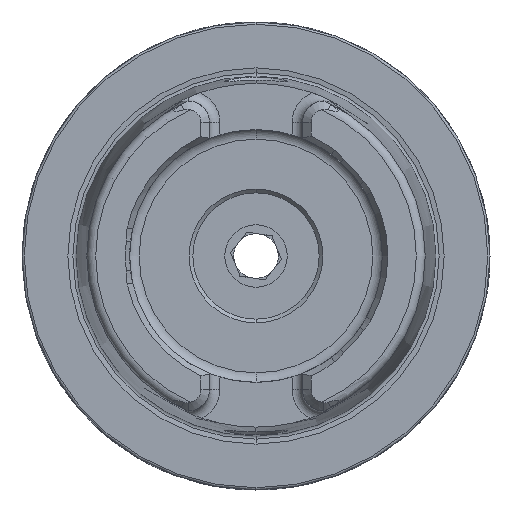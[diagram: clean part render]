
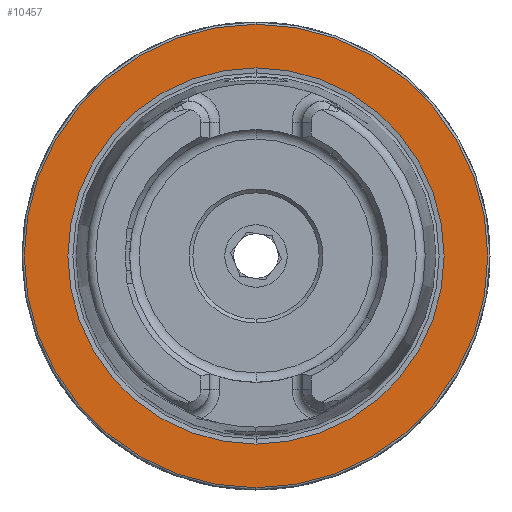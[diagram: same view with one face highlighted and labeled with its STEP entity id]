
A CAD part, left-side view. The second image highlights one B-rep face of the part: STEP entity #10457.
In plain terms, the highlighted planar face has unit normal (-1, 0, 0).
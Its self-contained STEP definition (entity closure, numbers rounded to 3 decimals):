
#625 = CARTESIAN_POINT ( 'NONE',  ( 0., 0., 25.324 ) ) ;
#626 = CARTESIAN_POINT ( 'NONE',  ( 0., 0., -25.324 ) ) ;
#630 = CARTESIAN_POINT ( 'NONE',  ( 0., 0., -31.2 ) ) ;
#631 = CARTESIAN_POINT ( 'NONE',  ( 0., 0., 31.2 ) ) ;
#809 = AXIS2_PLACEMENT_3D ( 'NONE', #10781, #10782, #10783 ) ;
#812 = AXIS2_PLACEMENT_3D ( 'NONE', #10769, #10770, #10771 ) ;
#1011 = AXIS2_PLACEMENT_3D ( 'NONE', #8267, #8268, #8269 ) ;
#1014 = AXIS2_PLACEMENT_3D ( 'NONE', #8164, #8165, #8166 ) ;
#3592 = ORIENTED_EDGE ( 'NONE', *, *, #7121, .T. ) ;
#3593 = ORIENTED_EDGE ( 'NONE', *, *, #10028, .T. ) ;
#3594 = ORIENTED_EDGE ( 'NONE', *, *, #10032, .F. ) ;
#3595 = ORIENTED_EDGE ( 'NONE', *, *, #7134, .F. ) ;
#4582 = CIRCLE ( 'NONE', #812, 31.2 ) ;
#4585 = CIRCLE ( 'NONE', #809, 25.324 ) ;
#5838 = CIRCLE ( 'NONE', #1014, 31.2 ) ;
#5844 = CIRCLE ( 'NONE', #1011, 25.324 ) ;
#7121 = EDGE_CURVE ( 'NONE', #11227, #11228, #5838, .T. ) ;
#7134 = EDGE_CURVE ( 'NONE', #11222, #11223, #5844, .T. ) ;
#7640 = EDGE_LOOP ( 'NONE', ( #3595, #3594 ) ) ;
#8026 = AXIS2_PLACEMENT_3D ( 'NONE', #9594, #9599, #9600 ) ;
#8164 = CARTESIAN_POINT ( 'NONE',  ( 0., 0., 0. ) ) ;
#8165 = DIRECTION ( 'NONE',  ( -1., 0., 0. ) ) ;
#8166 = DIRECTION ( 'NONE',  ( 0., 0., 1. ) ) ;
#8267 = CARTESIAN_POINT ( 'NONE',  ( 0., 0., 0. ) ) ;
#8268 = DIRECTION ( 'NONE',  ( -1., 0., 0. ) ) ;
#8269 = DIRECTION ( 'NONE',  ( 0., 0., 1. ) ) ;
#8603 = FACE_BOUND ( 'NONE', #7640, .T. ) ;
#8606 = FACE_OUTER_BOUND ( 'NONE', #9139, .T. ) ;
#9139 = EDGE_LOOP ( 'NONE', ( #3593, #3592 ) ) ;
#9593 = PLANE ( 'NONE',  #8026 ) ;
#9594 = CARTESIAN_POINT ( 'NONE',  ( 0., 31.2, 0. ) ) ;
#9599 = DIRECTION ( 'NONE',  ( 1., 0., 0. ) ) ;
#9600 = DIRECTION ( 'NONE',  ( 0., 0., -1. ) ) ;
#10028 = EDGE_CURVE ( 'NONE', #11228, #11227, #4582, .T. ) ;
#10032 = EDGE_CURVE ( 'NONE', #11223, #11222, #4585, .T. ) ;
#10457 = ADVANCED_FACE ( 'NONE', ( #8603, #8606 ), #9593, .F. ) ;
#10769 = CARTESIAN_POINT ( 'NONE',  ( 0., 0., 0. ) ) ;
#10770 = DIRECTION ( 'NONE',  ( -1., 0., 0. ) ) ;
#10771 = DIRECTION ( 'NONE',  ( 0., 0., 1. ) ) ;
#10781 = CARTESIAN_POINT ( 'NONE',  ( 0., 0., 0. ) ) ;
#10782 = DIRECTION ( 'NONE',  ( -1., 0., 0. ) ) ;
#10783 = DIRECTION ( 'NONE',  ( 0., 0., 1. ) ) ;
#11222 = VERTEX_POINT ( 'NONE', #625 ) ;
#11223 = VERTEX_POINT ( 'NONE', #626 ) ;
#11227 = VERTEX_POINT ( 'NONE', #630 ) ;
#11228 = VERTEX_POINT ( 'NONE', #631 ) ;
